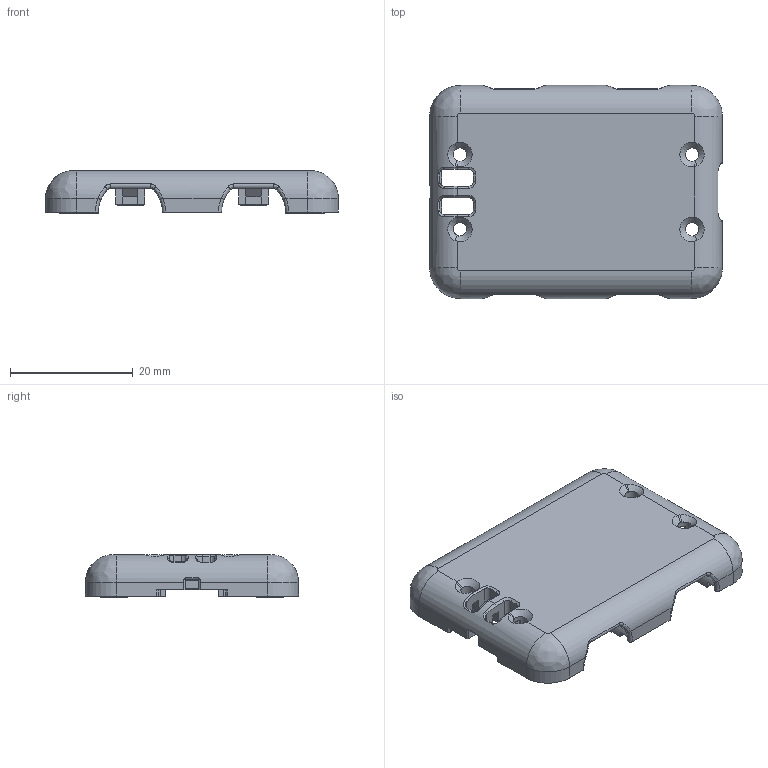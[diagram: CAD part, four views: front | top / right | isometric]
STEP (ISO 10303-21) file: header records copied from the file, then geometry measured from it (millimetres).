
FILE_DESCRIPTION(/* description */ (''),/* implementation_level */ '2;1');
FILE_NAME(/* name */ 'UpperShell.step',/* time_stamp */ '2023-08-15T00:06:55-07:00',/* author */ (''),/* organization */ (''),/* preprocessor_version */ 'ST-DEVELOPER v19.2',/* originating_system */ 'Autodesk Translation Framework v12.6.0.85',/* authorisation */ '');
FILE_SCHEMA (('AUTOMOTIVE_DESIGN { 1 0 10303 214 3 1 1 }'));
Length unit declared in the file: millimetre
Products named in the file (1): UpperShell
Bounding box: 47.65 x 34.69 x 6.95 mm (x, y, z)
Volume: 5649.1 mm3; surface area: 5398 mm2
Topology: 1 solids, 1 shells, 468 faces, 1313 edges, 831 vertices
Faces by surface type: plane 266, cylinder 95, bspline 64, cone 22, torus 13, sphere 8
Full cylindrical faces by diameter (mm): 2.2 x4
Entity records: 18366 total; most frequent: CARTESIAN_POINT 6605, ORIENTED_EDGE 2618, DIRECTION 2252, EDGE_CURVE 1309, VERTEX_POINT 831, LINE 824, VECTOR 824, AXIS2_PLACEMENT_3D 714
